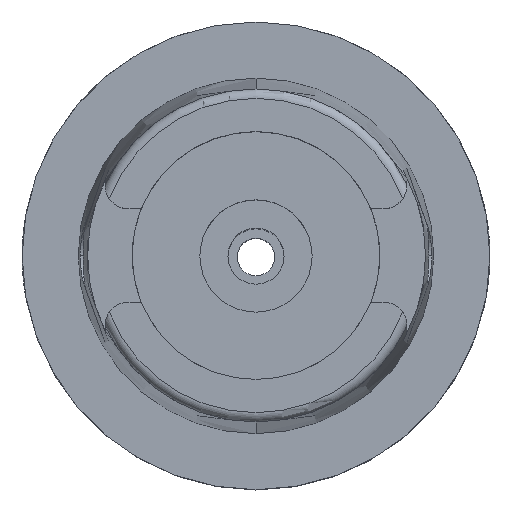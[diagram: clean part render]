
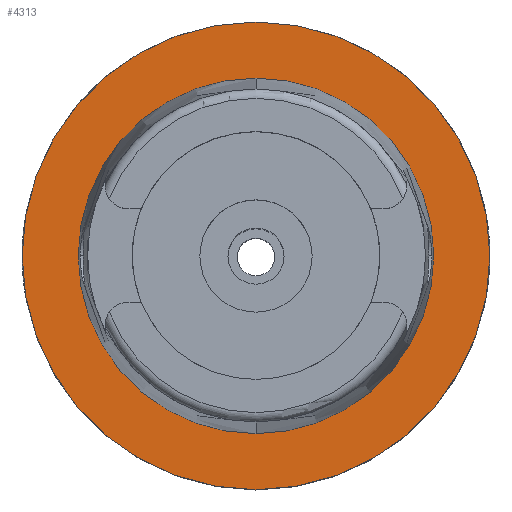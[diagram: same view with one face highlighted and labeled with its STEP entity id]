
A CAD part, top view. The second image highlights one B-rep face of the part: STEP entity #4313.
In plain terms, the highlighted planar face has unit normal (0, 0, 1).
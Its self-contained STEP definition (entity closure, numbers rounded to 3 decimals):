
#2041=CARTESIAN_POINT('',(0.,0.,0.));
#2042=DIRECTION('',(0.,0.,-1.));
#2043=DIRECTION('',(0.,-1.,0.));
#2044=AXIS2_PLACEMENT_3D('',#2041,#2042,#2043);
#2049=CARTESIAN_POINT('',(0.,0.,0.));
#2050=DIRECTION('',(0.,0.,-1.));
#2051=DIRECTION('',(0.,1.,0.));
#2052=AXIS2_PLACEMENT_3D('',#2049,#2050,#2051);
#2057=CARTESIAN_POINT('',(0.,0.,0.));
#2058=DIRECTION('',(0.,0.,1.));
#2059=DIRECTION('',(0.,-1.,0.));
#2060=AXIS2_PLACEMENT_3D('',#2057,#2058,#2059);
#2065=CARTESIAN_POINT('',(0.,0.,0.));
#2066=DIRECTION('',(0.,0.,1.));
#2067=DIRECTION('',(0.,1.,0.));
#2068=AXIS2_PLACEMENT_3D('',#2065,#2066,#2067);
#2502=CARTESIAN_POINT('',(0.,-38.,0.));
#2503=VERTEX_POINT('',#2502);
#2504=CARTESIAN_POINT('',(0.,38.,0.));
#2505=VERTEX_POINT('',#2504);
#2771=CARTESIAN_POINT('',(0.,50.,0.));
#2772=VERTEX_POINT('',#2771);
#2773=CARTESIAN_POINT('',(0.,-50.,0.));
#2774=VERTEX_POINT('',#2773);
#4300=CARTESIAN_POINT('',(0.,0.,0.));
#4301=DIRECTION('',(0.,0.,1.));
#4302=DIRECTION('',(0.,1.,0.));
#4303=AXIS2_PLACEMENT_3D('',#4300,#4301,#4302);
#4304=PLANE('',#4303);
#4305=ORIENTED_EDGE('',*,*,#4065,.T.);
#4306=ORIENTED_EDGE('',*,*,#4174,.T.);
#4307=EDGE_LOOP('',(#4305,#4306));
#4308=FACE_OUTER_BOUND('',#4307,.F.);
#4309=ORIENTED_EDGE('',*,*,#3025,.T.);
#4310=ORIENTED_EDGE('',*,*,#2996,.T.);
#4311=EDGE_LOOP('',(#4309,#4310));
#4312=FACE_BOUND('',#4311,.F.);
#2045=CIRCLE('',#2044,50.);
#2053=CIRCLE('',#2052,50.);
#2061=CIRCLE('',#2060,38.);
#2069=CIRCLE('',#2068,38.);
#2996=EDGE_CURVE('',#2505,#2503,#2069,.T.);
#3025=EDGE_CURVE('',#2503,#2505,#2061,.T.);
#4065=EDGE_CURVE('',#2774,#2772,#2045,.T.);
#4174=EDGE_CURVE('',#2772,#2774,#2053,.T.);
#4313=ADVANCED_FACE('',(#4308,#4312),#4304,.T.);
